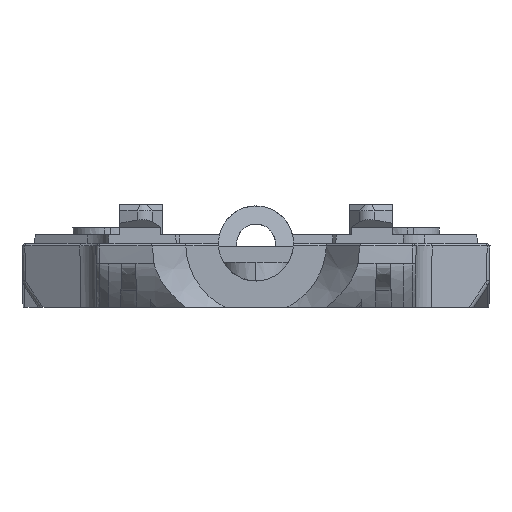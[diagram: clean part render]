
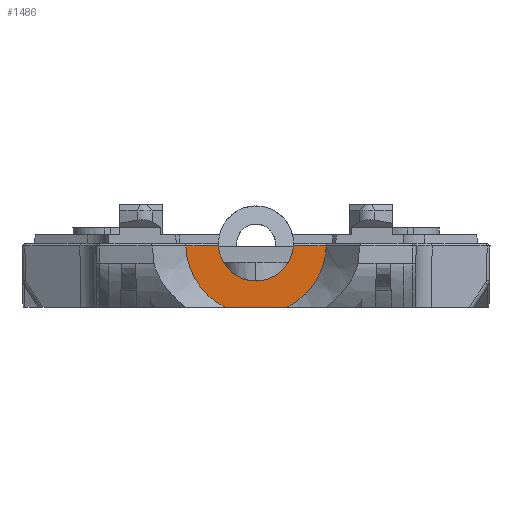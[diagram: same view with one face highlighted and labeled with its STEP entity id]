
A CAD part, left-side view. The second image highlights one B-rep face of the part: STEP entity #1486.
In plain terms, the highlighted planar face has unit normal (-1, 0, 0.014).
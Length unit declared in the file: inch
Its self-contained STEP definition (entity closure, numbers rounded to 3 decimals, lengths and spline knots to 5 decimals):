
#1486=ADVANCED_FACE('',(#3073),#3074,.T.);
#3073=FACE_OUTER_BOUND('',#8871,.T.);
#3074=PLANE('',#8872);
#8871=EDGE_LOOP('',(#13554,#13555,#13556,#13557,#13558,#13559));
#8872=AXIS2_PLACEMENT_3D('',#13560,#13561,#13562);
#13554=ORIENTED_EDGE('',*,*,#14756,.T.);
#13555=ORIENTED_EDGE('',*,*,#16404,.F.);
#13556=ORIENTED_EDGE('',*,*,#16405,.F.);
#13557=ORIENTED_EDGE('',*,*,#14706,.F.);
#13558=ORIENTED_EDGE('',*,*,#16381,.F.);
#13559=ORIENTED_EDGE('',*,*,#15416,.F.);
#13560=CARTESIAN_POINT('',(-1.73228,0.22047,0.02756));
#13561=DIRECTION('',(-1.,0.0,0.014));
#13562=DIRECTION('',(0.0,1.0,0.0));
#14706=EDGE_CURVE('',#16856,#16858,#16859,.F.);
#14756=EDGE_CURVE('',#16947,#16948,#16949,.T.);
#15416=EDGE_CURVE('',#16947,#18034,#18035,.F.);
#16381=EDGE_CURVE('',#18034,#16856,#19343,.F.);
#16404=EDGE_CURVE('',#19372,#16948,#19373,.F.);
#16405=EDGE_CURVE('',#16858,#19372,#19374,.F.);
#16856=VERTEX_POINT('',#20086);
#16858=VERTEX_POINT('',#20091);
#16859=B_SPLINE_CURVE_WITH_KNOTS('',3,(#20092,#20093,#20094,#20095,#20096,#20097,#20098,#20099,#20100,#20101,#20102,#20103,#20104,#20105,#20106,#20107,#20108,#20109,#20110),.UNSPECIFIED.,.F.,.F.,(4,3,3,3,3,3,4),(0.16051,2.57902,4.99644,7.42115,9.83938,12.25849,12.92347),.UNSPECIFIED.);
#16947=VERTEX_POINT('',#20361);
#16948=VERTEX_POINT('',#20362);
#16949=LINE('',#20363,#20364);
#18034=VERTEX_POINT('',#23682);
#18035=B_SPLINE_CURVE_WITH_KNOTS('',3,(#23683,#23684,#23685,#23686,#23687,#23688,#23689,#23690,#23691,#23692,#23693,#23694,#23695,#23696,#23697,#23698,#23699,#23700,#23701,#23702,#23703,#23704),.UNSPECIFIED.,.F.,.F.,(4,3,3,3,3,3,3,4),(0.3403,4.96961,9.57411,14.15931,18.75808,23.35759,27.98565,29.70635),.UNSPECIFIED.);
#19343=LINE('',#27684,#27685);
#19372=VERTEX_POINT('',#27759);
#19373=B_SPLINE_CURVE_WITH_KNOTS('',3,(#27760,#27761,#27762,#27763,#27764,#27765,#27766,#27767,#27768,#27769,#27770,#27771,#27772,#27773,#27774,#27775,#27776,#27777,#27778,#27779,#27780,#27781),.UNSPECIFIED.,.F.,.F.,(4,3,3,3,3,3,3,4),(0.3403,4.96961,9.57411,14.15931,18.75808,23.35759,27.98565,29.70635),.UNSPECIFIED.);
#19374=LINE('',#27782,#27783);
#20086=CARTESIAN_POINT('',(-1.73278,0.11785,-0.00787));
#20091=CARTESIAN_POINT('',(-1.73278,-0.11785,-0.00787));
#20092=CARTESIAN_POINT('',(-1.73278,-0.11785,-0.00787));
#20093=CARTESIAN_POINT('',(-1.73309,-0.11635,-0.03026));
#20094=CARTESIAN_POINT('',(-1.7334,-0.10831,-0.05218));
#20095=CARTESIAN_POINT('',(-1.73365,-0.09497,-0.07022));
#20096=CARTESIAN_POINT('',(-1.7339,-0.08163,-0.08826));
#20097=CARTESIAN_POINT('',(-1.7341,-0.06304,-0.10237));
#20098=CARTESIAN_POINT('',(-1.73421,-0.04208,-0.11036));
#20099=CARTESIAN_POINT('',(-1.73432,-0.02106,-0.11838));
#20100=CARTESIAN_POINT('',(-1.73435,0.00228,-0.12021));
#20101=CARTESIAN_POINT('',(-1.73428,0.0243,-0.11558));
#20102=CARTESIAN_POINT('',(-1.73422,0.04626,-0.11097));
#20103=CARTESIAN_POINT('',(-1.73406,0.06683,-0.09994));
#20104=CARTESIAN_POINT('',(-1.73384,0.08283,-0.0842));
#20105=CARTESIAN_POINT('',(-1.73362,0.09883,-0.06846));
#20106=CARTESIAN_POINT('',(-1.73334,0.1102,-0.04806));
#20107=CARTESIAN_POINT('',(-1.73303,0.11517,-0.02617));
#20108=CARTESIAN_POINT('',(-1.73295,0.11654,-0.02015));
#20109=CARTESIAN_POINT('',(-1.73286,0.11744,-0.01403));
#20110=CARTESIAN_POINT('',(-1.73278,0.11785,-0.00787));
#20361=CARTESIAN_POINT('',(-1.73547,0.09666,-0.20079));
#20362=CARTESIAN_POINT('',(-1.73547,-0.09666,-0.20079));
#20363=CARTESIAN_POINT('',(-1.73547,1.30848,-0.20079));
#20364=VECTOR('',#29065,1.0);
#23682=CARTESIAN_POINT('',(-1.73278,0.2207,-0.00787));
#23683=CARTESIAN_POINT('',(-1.73278,0.2207,-0.00787));
#23684=CARTESIAN_POINT('',(-1.73328,0.2198,-0.04357));
#23685=CARTESIAN_POINT('',(-1.73377,0.21007,-0.07908));
#23686=CARTESIAN_POINT('',(-1.73421,0.19254,-0.11032));
#23687=CARTESIAN_POINT('',(-1.73464,0.17511,-0.14139));
#23688=CARTESIAN_POINT('',(-1.73502,0.14999,-0.16819));
#23689=CARTESIAN_POINT('',(-1.73529,0.12002,-0.1876));
#23690=CARTESIAN_POINT('',(-1.73556,0.09017,-0.20694));
#23691=CARTESIAN_POINT('',(-1.73573,0.05555,-0.21892));
#23692=CARTESIAN_POINT('',(-1.73577,0.0201,-0.22216));
#23693=CARTESIAN_POINT('',(-1.73582,-0.01546,-0.22541));
#23694=CARTESIAN_POINT('',(-1.73574,-0.0518,-0.21986));
#23695=CARTESIAN_POINT('',(-1.73555,-0.08475,-0.20616));
#23696=CARTESIAN_POINT('',(-1.73536,-0.11771,-0.19246));
#23697=CARTESIAN_POINT('',(-1.73505,-0.14723,-0.17063));
#23698=CARTESIAN_POINT('',(-1.73467,-0.16996,-0.1432));
#23699=CARTESIAN_POINT('',(-1.73428,-0.19284,-0.1156));
#23700=CARTESIAN_POINT('',(-1.73382,-0.20881,-0.08239));
#23701=CARTESIAN_POINT('',(-1.73333,-0.21611,-0.0474));
#23702=CARTESIAN_POINT('',(-1.73315,-0.21883,-0.03439));
#23703=CARTESIAN_POINT('',(-1.73296,-0.22036,-0.02114));
#23704=CARTESIAN_POINT('',(-1.73278,-0.2207,-0.00787));
#27684=CARTESIAN_POINT('',(-1.73278,0.13273,-0.00787));
#27685=VECTOR('',#29802,0.03937);
#27759=CARTESIAN_POINT('',(-1.73278,-0.2207,-0.00787));
#27760=CARTESIAN_POINT('',(-1.73278,0.2207,-0.00787));
#27761=CARTESIAN_POINT('',(-1.73328,0.2198,-0.04357));
#27762=CARTESIAN_POINT('',(-1.73377,0.21007,-0.07908));
#27763=CARTESIAN_POINT('',(-1.73421,0.19254,-0.11032));
#27764=CARTESIAN_POINT('',(-1.73464,0.17511,-0.14139));
#27765=CARTESIAN_POINT('',(-1.73502,0.14999,-0.16819));
#27766=CARTESIAN_POINT('',(-1.73529,0.12002,-0.1876));
#27767=CARTESIAN_POINT('',(-1.73556,0.09017,-0.20694));
#27768=CARTESIAN_POINT('',(-1.73573,0.05555,-0.21892));
#27769=CARTESIAN_POINT('',(-1.73577,0.0201,-0.22216));
#27770=CARTESIAN_POINT('',(-1.73582,-0.01546,-0.22541));
#27771=CARTESIAN_POINT('',(-1.73574,-0.0518,-0.21986));
#27772=CARTESIAN_POINT('',(-1.73555,-0.08475,-0.20616));
#27773=CARTESIAN_POINT('',(-1.73536,-0.11771,-0.19246));
#27774=CARTESIAN_POINT('',(-1.73505,-0.14723,-0.17063));
#27775=CARTESIAN_POINT('',(-1.73467,-0.16996,-0.1432));
#27776=CARTESIAN_POINT('',(-1.73428,-0.19284,-0.1156));
#27777=CARTESIAN_POINT('',(-1.73382,-0.20881,-0.08239));
#27778=CARTESIAN_POINT('',(-1.73333,-0.21611,-0.0474));
#27779=CARTESIAN_POINT('',(-1.73315,-0.21883,-0.03439));
#27780=CARTESIAN_POINT('',(-1.73296,-0.22036,-0.02114));
#27781=CARTESIAN_POINT('',(-1.73278,-0.2207,-0.00787));
#27782=CARTESIAN_POINT('',(-1.73278,-0.2885,-0.00787));
#27783=VECTOR('',#29810,0.03937);
#29065=DIRECTION('',(0.0,-1.0,0.0));
#29802=DIRECTION('',(0.0,1.0,0.0));
#29810=DIRECTION('',(0.0,1.0,0.0));
